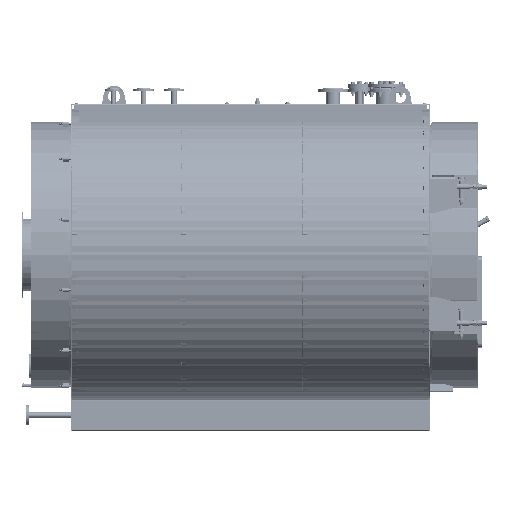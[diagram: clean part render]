
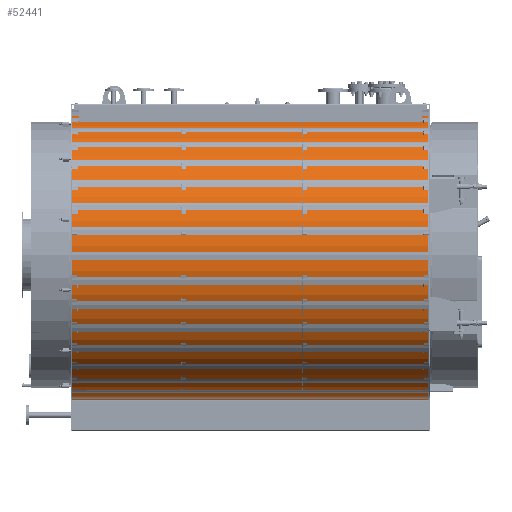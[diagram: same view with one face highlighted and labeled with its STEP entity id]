
A CAD part, top view. The second image highlights one B-rep face of the part: STEP entity #52441.
In plain terms, the highlighted cylindrical face has radius 961 mm (diameter 1922 mm), a partial arc.
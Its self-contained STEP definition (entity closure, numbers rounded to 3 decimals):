
#9810=FACE_BOUND('',#17292,.T.);
#11378=CIRCLE('',#58469,961.);
#11379=CIRCLE('',#58470,961.);
#12985=CYLINDRICAL_SURFACE('',#58468,961.);
#14387=FACE_OUTER_BOUND('',#17291,.T.);
#17291=EDGE_LOOP('',(#42260,#42261,#42262,#42263));
#17292=EDGE_LOOP('',(#42264,#42265));
#19065=B_SPLINE_CURVE_WITH_KNOTS('',3,(#95578,#95579,#95580,#95581,#95582,
#95583,#95584,#95585,#95586,#95587,#95588,#95589,#95590,#95591,#95592,#95593,
#95594,#95595),.UNSPECIFIED.,.F.,.F.,(4,2,2,2,2,2,2,2,4),(0.,2.851,
5.703,8.554,11.405,13.841,16.276,
18.712,21.147),.UNSPECIFIED.);
#19066=B_SPLINE_CURVE_WITH_KNOTS('',3,(#95596,#95597,#95598,#95599,#95600,
#95601,#95602,#95603,#95604,#95605,#95606,#95607,#95608,#95609,#95610,#95611,
#95612,#95613,#95614,#95615,#95616,#95617,#95618,#95619,#95620,#95621,#95622,
#95623,#95624,#95625,#95626,#95627,#95628,#95629,#95630,#95631,#95632,#95633,
#95634,#95635,#95636,#95637,#95638,#95639,#95640,#95641,#95642,#95643,#95644,
#95645),.UNSPECIFIED.,.F.,.F.,(4,2,2,2,2,2,2,2,2,2,2,2,2,2,2,2,2,2,2,2,
2,2,2,2,4),(21.147,23.582,26.018,28.453,
30.888,33.74,36.591,39.443,42.294,
45.145,47.997,50.848,53.699,56.135,
58.57,61.006,63.441,65.876,68.312,
70.747,73.182,76.034,78.885,81.737,
84.588),.UNSPECIFIED.);
#20678=LINE('',#95723,#24117);
#20684=LINE('',#95738,#24123);
#24117=VECTOR('',#69446,10.);
#24123=VECTOR('',#69460,10.);
#28072=VERTEX_POINT('',#95576);
#28073=VERTEX_POINT('',#95577);
#28076=VERTEX_POINT('',#95719);
#28078=VERTEX_POINT('',#95722);
#28082=VERTEX_POINT('',#95734);
#28083=VERTEX_POINT('',#95736);
#33189=EDGE_CURVE('',#28072,#28073,#19065,.T.);
#33190=EDGE_CURVE('',#28073,#28072,#19066,.T.);
#33195=EDGE_CURVE('',#28076,#28078,#20678,.T.);
#33203=EDGE_CURVE('',#28082,#28083,#20684,.T.);
#33204=EDGE_CURVE('',#28082,#28076,#11378,.T.);
#33205=EDGE_CURVE('',#28078,#28083,#11379,.T.);
#42260=ORIENTED_EDGE('',*,*,#33204,.F.);
#42261=ORIENTED_EDGE('',*,*,#33203,.T.);
#42262=ORIENTED_EDGE('',*,*,#33205,.F.);
#42263=ORIENTED_EDGE('',*,*,#33195,.F.);
#42264=ORIENTED_EDGE('',*,*,#33189,.T.);
#42265=ORIENTED_EDGE('',*,*,#33190,.T.);
#52441=ADVANCED_FACE('',(#14387,#9810),#12985,.T.);
#58468=AXIS2_PLACEMENT_3D('',#95739,#69461,#69462);
#58469=AXIS2_PLACEMENT_3D('',#95740,#69463,#69464);
#58470=AXIS2_PLACEMENT_3D('',#95741,#69465,#69466);
#69446=DIRECTION('',(0.,0.,1.));
#69460=DIRECTION('',(0.,0.,1.));
#69461=DIRECTION('center_axis',(0.,0.,1.));
#69462=DIRECTION('ref_axis',(0.302,-0.953,0.));
#69463=DIRECTION('center_axis',(0.,0.,-1.));
#69464=DIRECTION('ref_axis',(0.302,-0.953,0.));
#69465=DIRECTION('center_axis',(0.,0.,1.));
#69466=DIRECTION('ref_axis',(0.302,-0.953,0.));
#95576=CARTESIAN_POINT('',(512.455,-812.964,1920.));
#95577=CARTESIAN_POINT('',(617.719,-736.169,2070.));
#95578=CARTESIAN_POINT('Ctrl Pts',(512.455,-812.964,1920.));
#95579=CARTESIAN_POINT('Ctrl Pts',(512.455,-812.964,1929.505));
#95580=CARTESIAN_POINT('Ctrl Pts',(513.134,-812.538,1939.37));
#95581=CARTESIAN_POINT('Ctrl Pts',(516.027,-810.704,1959.086));
#95582=CARTESIAN_POINT('Ctrl Pts',(518.239,-809.297,1968.938));
#95583=CARTESIAN_POINT('Ctrl Pts',(524.138,-805.489,1987.939));
#95584=CARTESIAN_POINT('Ctrl Pts',(527.827,-803.086,1997.099));
#95585=CARTESIAN_POINT('Ctrl Pts',(536.424,-797.368,2014.132));
#95586=CARTESIAN_POINT('Ctrl Pts',(541.334,-794.053,2022.004));
#95587=CARTESIAN_POINT('Ctrl Pts',(551.15,-787.264,2034.968));
#95588=CARTESIAN_POINT('Ctrl Pts',(556.245,-783.683,2040.68));
#95589=CARTESIAN_POINT('Ctrl Pts',(567.308,-775.712,2050.875));
#95590=CARTESIAN_POINT('Ctrl Pts',(573.276,-771.321,2055.36));
#95591=CARTESIAN_POINT('Ctrl Pts',(585.68,-761.945,2062.63));
#95592=CARTESIAN_POINT('Ctrl Pts',(592.128,-756.95,2065.422));
#95593=CARTESIAN_POINT('Ctrl Pts',(605.039,-746.671,2069.108));
#95594=CARTESIAN_POINT('Ctrl Pts',(611.5,-741.387,2070.));
#95595=CARTESIAN_POINT('Ctrl Pts',(617.719,-736.169,2070.));
#95596=CARTESIAN_POINT('Ctrl Pts',(617.719,-736.169,2070.));
#95597=CARTESIAN_POINT('Ctrl Pts',(623.938,-730.951,2070.));
#95598=CARTESIAN_POINT('Ctrl Pts',(630.263,-725.505,2069.108));
#95599=CARTESIAN_POINT('Ctrl Pts',(642.628,-714.576,2065.422));
#95600=CARTESIAN_POINT('Ctrl Pts',(648.667,-709.093,2062.63));
#95601=CARTESIAN_POINT('Ctrl Pts',(660.055,-698.505,2055.36));
#95602=CARTESIAN_POINT('Ctrl Pts',(665.415,-693.39,2050.875));
#95603=CARTESIAN_POINT('Ctrl Pts',(675.186,-683.88,2040.68));
#95604=CARTESIAN_POINT('Ctrl Pts',(679.597,-679.484,2034.968));
#95605=CARTESIAN_POINT('Ctrl Pts',(687.988,-670.995,2022.004));
#95606=CARTESIAN_POINT('Ctrl Pts',(692.106,-666.737,2014.132));
#95607=CARTESIAN_POINT('Ctrl Pts',(699.229,-659.262,1997.099));
#95608=CARTESIAN_POINT('Ctrl Pts',(702.236,-656.047,1987.939));
#95609=CARTESIAN_POINT('Ctrl Pts',(707.01,-650.899,1968.938));
#95610=CARTESIAN_POINT('Ctrl Pts',(708.78,-648.964,1959.086));
#95611=CARTESIAN_POINT('Ctrl Pts',(711.089,-646.434,1939.37));
#95612=CARTESIAN_POINT('Ctrl Pts',(711.627,-645.839,1929.505));
#95613=CARTESIAN_POINT('Ctrl Pts',(711.627,-645.839,1910.495));
#95614=CARTESIAN_POINT('Ctrl Pts',(711.089,-646.434,1900.63));
#95615=CARTESIAN_POINT('Ctrl Pts',(708.78,-648.964,1880.914));
#95616=CARTESIAN_POINT('Ctrl Pts',(707.01,-650.899,1871.062));
#95617=CARTESIAN_POINT('Ctrl Pts',(702.236,-656.047,1852.061));
#95618=CARTESIAN_POINT('Ctrl Pts',(699.229,-659.262,1842.901));
#95619=CARTESIAN_POINT('Ctrl Pts',(692.106,-666.737,1825.868));
#95620=CARTESIAN_POINT('Ctrl Pts',(687.988,-670.995,1817.996));
#95621=CARTESIAN_POINT('Ctrl Pts',(679.597,-679.484,1805.032));
#95622=CARTESIAN_POINT('Ctrl Pts',(675.186,-683.88,1799.32));
#95623=CARTESIAN_POINT('Ctrl Pts',(665.415,-693.39,1789.125));
#95624=CARTESIAN_POINT('Ctrl Pts',(660.055,-698.505,1784.64));
#95625=CARTESIAN_POINT('Ctrl Pts',(648.667,-709.093,1777.37));
#95626=CARTESIAN_POINT('Ctrl Pts',(642.628,-714.576,1774.578));
#95627=CARTESIAN_POINT('Ctrl Pts',(630.263,-725.505,1770.892));
#95628=CARTESIAN_POINT('Ctrl Pts',(623.938,-730.951,1770.));
#95629=CARTESIAN_POINT('Ctrl Pts',(611.5,-741.387,1770.));
#95630=CARTESIAN_POINT('Ctrl Pts',(605.039,-746.671,1770.892));
#95631=CARTESIAN_POINT('Ctrl Pts',(592.128,-756.95,1774.578));
#95632=CARTESIAN_POINT('Ctrl Pts',(585.68,-761.945,1777.37));
#95633=CARTESIAN_POINT('Ctrl Pts',(573.276,-771.321,1784.64));
#95634=CARTESIAN_POINT('Ctrl Pts',(567.308,-775.712,1789.125));
#95635=CARTESIAN_POINT('Ctrl Pts',(556.245,-783.683,1799.32));
#95636=CARTESIAN_POINT('Ctrl Pts',(551.15,-787.264,1805.032));
#95637=CARTESIAN_POINT('Ctrl Pts',(541.334,-794.053,1817.996));
#95638=CARTESIAN_POINT('Ctrl Pts',(536.424,-797.368,1825.868));
#95639=CARTESIAN_POINT('Ctrl Pts',(527.827,-803.086,1842.901));
#95640=CARTESIAN_POINT('Ctrl Pts',(524.138,-805.489,1852.061));
#95641=CARTESIAN_POINT('Ctrl Pts',(518.239,-809.297,1871.062));
#95642=CARTESIAN_POINT('Ctrl Pts',(516.027,-810.704,1880.914));
#95643=CARTESIAN_POINT('Ctrl Pts',(513.134,-812.538,1900.63));
#95644=CARTESIAN_POINT('Ctrl Pts',(512.455,-812.964,1910.495));
#95645=CARTESIAN_POINT('Ctrl Pts',(512.455,-812.964,1920.));
#95719=CARTESIAN_POINT('',(-290.,916.199,0.));
#95722=CARTESIAN_POINT('',(-290.,916.199,2350.));
#95723=CARTESIAN_POINT('',(-290.,916.199,0.));
#95734=CARTESIAN_POINT('',(290.,916.199,0.));
#95736=CARTESIAN_POINT('',(290.,916.199,2350.));
#95738=CARTESIAN_POINT('',(290.,916.199,0.));
#95739=CARTESIAN_POINT('Origin',(0.,0.,0.));
#95740=CARTESIAN_POINT('Origin',(0.,0.,0.));
#95741=CARTESIAN_POINT('Origin',(0.,0.,2350.));
